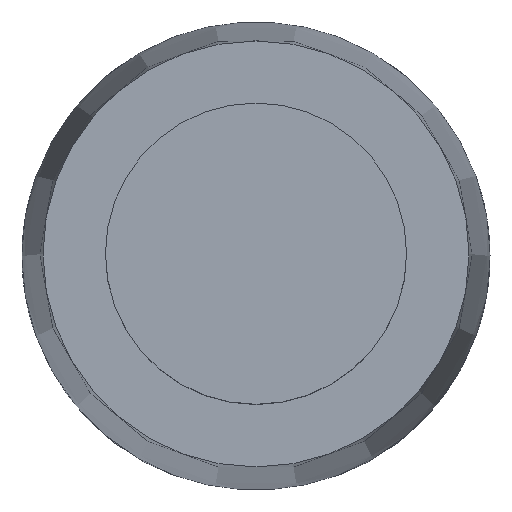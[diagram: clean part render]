
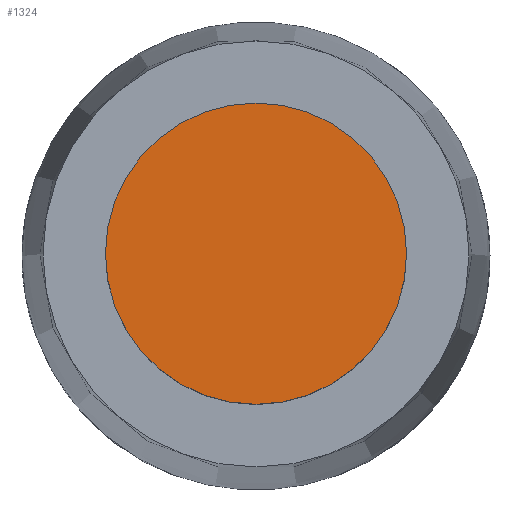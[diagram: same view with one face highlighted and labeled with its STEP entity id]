
A CAD part, top view. The second image highlights one B-rep face of the part: STEP entity #1324.
In plain terms, the highlighted planar face has unit normal (0, 0, 1).
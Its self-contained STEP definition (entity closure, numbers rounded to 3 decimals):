
#744 = CYLINDRICAL_SURFACE('',#745,0.032);
#745 = AXIS2_PLACEMENT_3D('',#746,#747,#748);
#746 = CARTESIAN_POINT('',(0.,0.,0.3));
#747 = DIRECTION('',(-0.,-0.,-1.));
#748 = DIRECTION('',(1.,0.,0.));
#1088 = VERTEX_POINT('',#1089);
#1089 = CARTESIAN_POINT('',(0.032,0.,
    0.33));
#1110 = EDGE_CURVE('',#1088,#1088,#1111,.T.);
#1111 = SURFACE_CURVE('',#1112,(#1117,#1124),.PCURVE_S1.);
#1112 = CIRCLE('',#1113,0.032);
#1113 = AXIS2_PLACEMENT_3D('',#1114,#1115,#1116);
#1114 = CARTESIAN_POINT('',(0.,0.,0.33));
#1115 = DIRECTION('',(0.,0.,1.));
#1116 = DIRECTION('',(1.,0.,0.));
#1117 = PCURVE('',#744,#1118);
#1118 = DEFINITIONAL_REPRESENTATION('',(#1119),#1123);
#1119 = LINE('',#1120,#1121);
#1120 = CARTESIAN_POINT('',(-0.,-0.03));
#1121 = VECTOR('',#1122,1.);
#1122 = DIRECTION('',(-1.,0.));
#1123 = ( GEOMETRIC_REPRESENTATION_CONTEXT(2) 
PARAMETRIC_REPRESENTATION_CONTEXT() REPRESENTATION_CONTEXT('2D SPACE',''
  ) );
#1124 = PCURVE('',#1125,#1130);
#1125 = PLANE('',#1126);
#1126 = AXIS2_PLACEMENT_3D('',#1127,#1128,#1129);
#1127 = CARTESIAN_POINT('',(0.,0.,
    0.33));
#1128 = DIRECTION('',(0.,0.,1.));
#1129 = DIRECTION('',(1.,0.,0.));
#1130 = DEFINITIONAL_REPRESENTATION('',(#1131),#1135);
#1131 = CIRCLE('',#1132,0.032);
#1132 = AXIS2_PLACEMENT_2D('',#1133,#1134);
#1133 = CARTESIAN_POINT('',(0.,0.));
#1134 = DIRECTION('',(1.,0.));
#1135 = ( GEOMETRIC_REPRESENTATION_CONTEXT(2) 
PARAMETRIC_REPRESENTATION_CONTEXT() REPRESENTATION_CONTEXT('2D SPACE',''
  ) );
#1324 = ADVANCED_FACE('',(#1325),#1125,.T.);
#1325 = FACE_BOUND('',#1326,.T.);
#1326 = EDGE_LOOP('',(#1327));
#1327 = ORIENTED_EDGE('',*,*,#1110,.T.);
